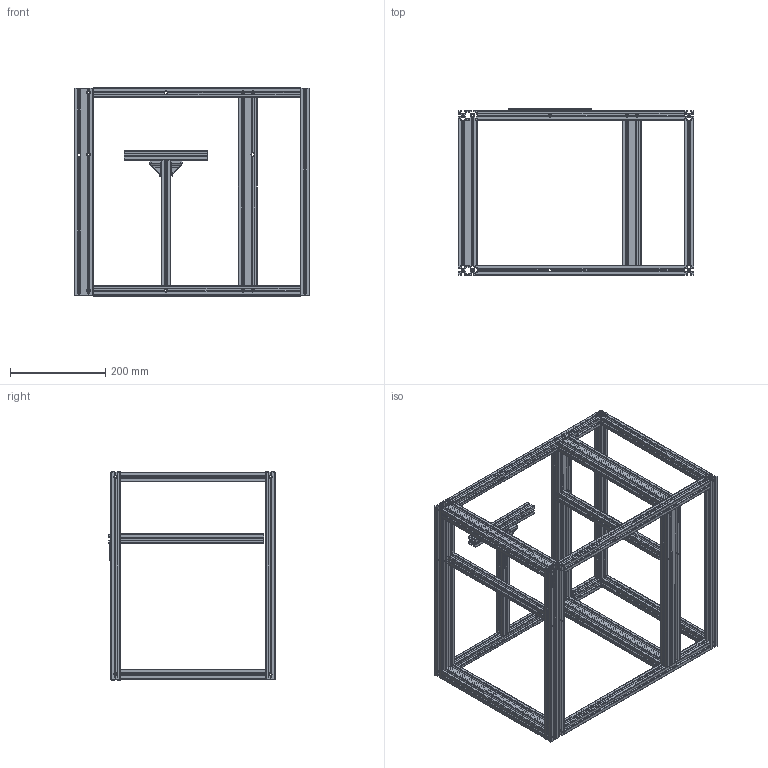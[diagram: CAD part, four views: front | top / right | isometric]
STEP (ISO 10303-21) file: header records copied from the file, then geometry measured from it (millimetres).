
FILE_DESCRIPTION(/* description */ (''),/* implementation_level */ '2;1');
FILE_NAME(/* name */ 'Trident 185 - sidepack v6.step',/* time_stamp */ '2025-06-06T13:49:05-04:00',/* author */ (''),/* organization */ (''),/* preprocessor_version */ 'ST-DEVELOPER v20.1',/* originating_system */ 'Autodesk Translation Framework v14.10.0.0',/* authorisation */ '');
FILE_SCHEMA (('AUTOMOTIVE_DESIGN { 1 0 10303 214 3 1 1 }'));
Length unit declared in the file: millimetre
Products named in the file (20): Trident 250 - Kyle's Frame; Frame; Corner Extrusions; HFSB5-2040-435-LCP-RCP-AH295; HFSB5-2040-395-AH275; HFSB5-2020-435-LCP-RCP; Bottom Extrusions; Top Extrusions; HFSB5-2040-305; Rear Extrusion; Gantry Extrusions; HFSB5-2020-175; HFSB5-2020-265-LTP; Rear_VertExt_Upper_Brace; M5x10 BHCS (29); M5x10 BHCS (51); M5x10 BHCS (50); M5x10 BHCS (49); HFSB5-2020-435-TPW-AH315-BH335-AV315-BV335-AP152.5; HFSB5-2020-305-TPW
Assembly tree (31 placements, depth 4):
  Trident 250 - Kyle's Frame
    Frame
      Corner Extrusions
        HFSB5-2040-435-LCP-RCP-AH295  x2
        HFSB5-2040-395-AH275  x2
        HFSB5-2020-435-LCP-RCP  x2
      Bottom Extrusions
        HFSB5-2040-305  x2
        HFSB5-2020-435-TPW-AH315-BH335-AV315-BV335-AP152.5  x2
        HFSB5-2020-305-TPW
      Top Extrusions
        HFSB5-2020-435-TPW-AH315-BH335-AV315-BV335-AP152.5
        HFSB5-2040-305  x2
        HFSB5-2020-305-TPW
      Rear Extrusion
      Gantry Extrusions
        HFSB5-2020-175
        HFSB5-2020-265-LTP
        HFSB5-2020-305-TPW
      Rear_VertExt_Upper_Brace
        M5x10 BHCS (29)
        M5x10 BHCS (51)
        M5x10 BHCS (50)
        M5x10 BHCS (49)
    HFSB5-2020-435-TPW-AH315-BH335-AV315-BV335-AP152.5
    HFSB5-2020-305-TPW
Bounding box: 495 x 349 x 437.5 mm (x, y, z)
Volume: 1717534.7 mm3; surface area: 1660915.6 mm2
Topology: 26 solids, 26 shells, 2935 faces, 8942 edges, 5866 vertices
Faces by surface type: plane 2229, cylinder 603, cone 57, bspline 26, torus 14, sphere 6
Full cylindrical faces by diameter (mm): 4.134 x17, 4.2 x60, 5 x4, 5.4 x2, 7.35 x104, 9.5 x4, 11 x2
Entity records: 45917 total; most frequent: CARTESIAN_POINT 9781, ORIENTED_EDGE 7710, DIRECTION 7350, EDGE_CURVE 3855, LINE 2658, VECTOR 2658, VERTEX_POINT 2507, AXIS2_PLACEMENT_3D 2346
